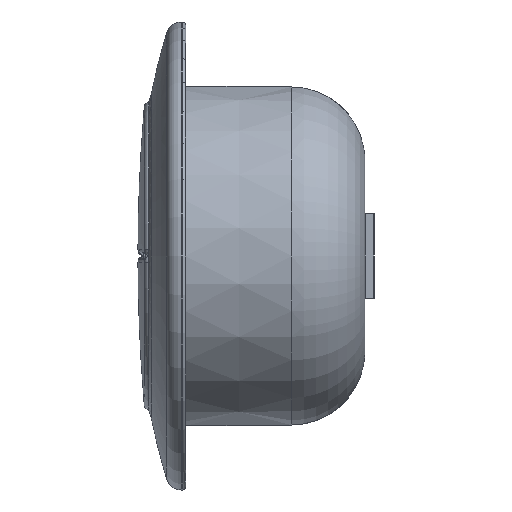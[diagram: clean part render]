
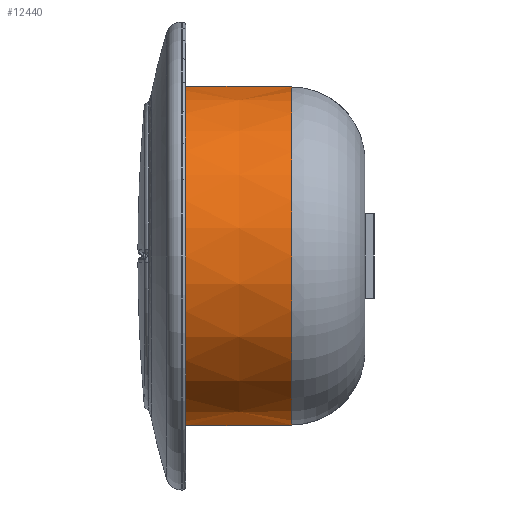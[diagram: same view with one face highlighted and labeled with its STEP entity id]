
A CAD part, left-side view. The second image highlights one B-rep face of the part: STEP entity #12440.
In plain terms, the highlighted conical face has half-angle 0.5 degrees and reference radius 27.695 mm.
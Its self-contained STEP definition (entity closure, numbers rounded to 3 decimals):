
#2484 = CARTESIAN_POINT ( 'NONE',  ( -12.383, 4.795, 28.097 ) ) ;
#2485 = CARTESIAN_POINT ( 'NONE',  ( -12.383, 4.795, -27.103 ) ) ;
#2486 = DIRECTION ( 'NONE',  ( 0., 0., 1. ) ) ;
#2487 = DIRECTION ( 'NONE',  ( 0., 1., 0. ) ) ;
#2488 = CARTESIAN_POINT ( 'NONE',  ( -10.088, 4.795, 0.497 ) ) ;
#2489 = AXIS2_PLACEMENT_3D ( 'NONE', #2488, #2487, #2486 ) ;
#2490 = CIRCLE ( 'NONE', #2489, 27.695 ) ;
#2504 = CARTESIAN_POINT ( 'NONE',  ( -12.383, 4.795, 28.097 ) ) ;
#2505 = CARTESIAN_POINT ( 'NONE',  ( -12.381, -0.94, 28.047 ) ) ;
#2506 = CARTESIAN_POINT ( 'NONE',  ( -12.379, -6.675, 27.997 ) ) ;
#2507 = CARTESIAN_POINT ( 'NONE',  ( -12.377, -12.41, 27.947 ) ) ;
#2508 = B_SPLINE_CURVE_WITH_KNOTS ( 'NONE', 3,
 ( #2507, #2506, #2505, #2504 ),
 .UNSPECIFIED., .F., .F.,
 ( 4, 4 ),
 ( 0.012, 0.029 ),
 .UNSPECIFIED. ) ;
#2528 = DIRECTION ( 'NONE',  ( 0., 0., 1. ) ) ;
#2529 = DIRECTION ( 'NONE',  ( 0., 1., 0. ) ) ;
#2530 = CARTESIAN_POINT ( 'NONE',  ( -10.088, 4.795, 0.497 ) ) ;
#2531 = AXIS2_PLACEMENT_3D ( 'NONE', #2530, #2529, #2528 ) ;
#2532 = CONICAL_SURFACE ( 'NONE', #2531, 27.695, 0.009 ) ;
#2533 = FACE_OUTER_BOUND ( 'NONE', #12441, .T. ) ;
#2576 = DIRECTION ( 'NONE',  ( 0., 0., 1. ) ) ;
#2577 = DIRECTION ( 'NONE',  ( 0., 1., 0. ) ) ;
#2578 = AXIS2_PLACEMENT_3D ( 'NONE', #2587, #2577, #2576 ) ;
#2579 = CIRCLE ( 'NONE', #2578, 27.545 ) ;
#2580 = CARTESIAN_POINT ( 'NONE',  ( -12.377, -12.41, 27.947 ) ) ;
#2581 = CARTESIAN_POINT ( 'NONE',  ( -12.383, 4.795, -27.103 ) ) ;
#2582 = CARTESIAN_POINT ( 'NONE',  ( -12.381, -0.94, -27.053 ) ) ;
#2583 = CARTESIAN_POINT ( 'NONE',  ( -12.379, -6.675, -27.003 ) ) ;
#2584 = CARTESIAN_POINT ( 'NONE',  ( -12.377, -12.41, -26.953 ) ) ;
#2585 = CARTESIAN_POINT ( 'NONE',  ( -12.377, -12.41, -26.953 ) ) ;
#2586 = B_SPLINE_CURVE_WITH_KNOTS ( 'NONE', 3,
 ( #2584, #2583, #2582, #2581 ),
 .UNSPECIFIED., .F., .F.,
 ( 4, 4 ),
 ( 0.012, 0.029 ),
 .UNSPECIFIED. ) ;
#2587 = CARTESIAN_POINT ( 'NONE',  ( -10.088, -12.41, 0.497 ) ) ;
#12396 = EDGE_CURVE ( 'NONE', #12397, #12398, #2490, .T. ) ;
#12397 = VERTEX_POINT ( 'NONE', #2485 ) ;
#12398 = VERTEX_POINT ( 'NONE', #2484 ) ;
#12422 = EDGE_CURVE ( 'NONE', #12447, #12398, #2508, .T. ) ;
#12423 = ORIENTED_EDGE ( 'NONE', *, *, #12396, .F. ) ;
#12440 = ADVANCED_FACE ( 'NONE', ( #2533 ), #2532, .T. ) ;
#12441 = EDGE_LOOP ( 'NONE', ( #12442, #12445, #12448, #12423 ) ) ;
#12442 = ORIENTED_EDGE ( 'NONE', *, *, #12443, .F. ) ;
#12443 = EDGE_CURVE ( 'NONE', #12444, #12397, #2586, .T. ) ;
#12444 = VERTEX_POINT ( 'NONE', #2585 ) ;
#12445 = ORIENTED_EDGE ( 'NONE', *, *, #12446, .T. ) ;
#12446 = EDGE_CURVE ( 'NONE', #12444, #12447, #2579, .T. ) ;
#12447 = VERTEX_POINT ( 'NONE', #2580 ) ;
#12448 = ORIENTED_EDGE ( 'NONE', *, *, #12422, .T. ) ;
